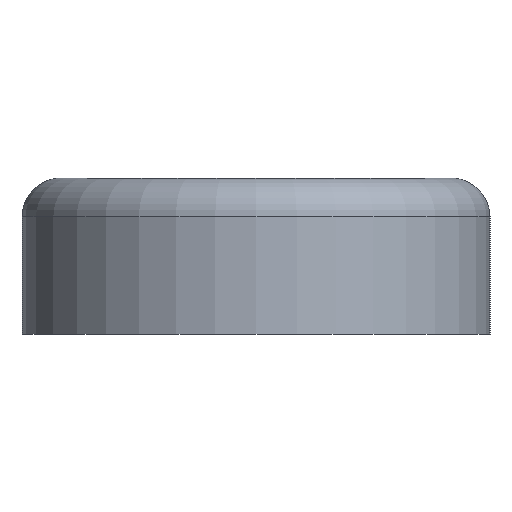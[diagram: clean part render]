
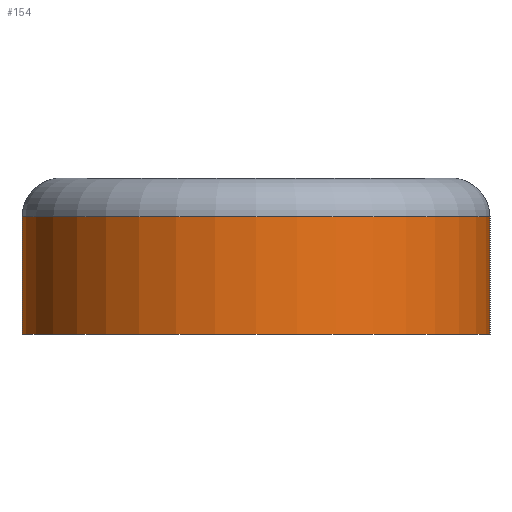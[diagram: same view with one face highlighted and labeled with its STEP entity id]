
A CAD part, left-side view. The second image highlights one B-rep face of the part: STEP entity #154.
In plain terms, the highlighted cylindrical face has radius 3 mm (diameter 6 mm), a partial arc.
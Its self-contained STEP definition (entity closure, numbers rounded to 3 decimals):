
#28=FACE_OUTER_BOUND('',#38,.T.);
#38=EDGE_LOOP('',(#131,#132,#133,#134));
#47=LINE('',#276,#57);
#49=LINE('',#281,#59);
#57=VECTOR('',#229,10.);
#59=VECTOR('',#235,10.);
#68=CIRCLE('',#182,3.);
#70=CIRCLE('',#188,3.);
#72=VERTEX_POINT('',#246);
#77=VERTEX_POINT('',#260);
#81=VERTEX_POINT('',#275);
#82=VERTEX_POINT('',#280);
#94=EDGE_CURVE('',#77,#72,#68,.T.);
#98=EDGE_CURVE('',#81,#72,#47,.T.);
#100=EDGE_CURVE('',#82,#77,#49,.T.);
#101=EDGE_CURVE('',#82,#81,#70,.T.);
#131=ORIENTED_EDGE('',*,*,#94,.F.);
#132=ORIENTED_EDGE('',*,*,#100,.F.);
#133=ORIENTED_EDGE('',*,*,#101,.T.);
#134=ORIENTED_EDGE('',*,*,#98,.T.);
#146=CYLINDRICAL_SURFACE('',#187,3.);
#154=ADVANCED_FACE('',(#28),#146,.T.);
#182=AXIS2_PLACEMENT_3D('',#267,#219,#220);
#187=AXIS2_PLACEMENT_3D('',#279,#233,#234);
#188=AXIS2_PLACEMENT_3D('',#282,#236,#237);
#219=DIRECTION('center_axis',(0.,0.,1.));
#220=DIRECTION('ref_axis',(-1.,0.,0.));
#229=DIRECTION('',(0.,0.,1.));
#233=DIRECTION('center_axis',(0.,0.,1.));
#234=DIRECTION('ref_axis',(0.,1.,0.));
#235=DIRECTION('',(0.,0.,1.));
#236=DIRECTION('center_axis',(0.,0.,1.));
#237=DIRECTION('ref_axis',(0.,1.,0.));
#246=CARTESIAN_POINT('',(3.,0.,1.5));
#260=CARTESIAN_POINT('',(3.,6.,1.5));
#267=CARTESIAN_POINT('Origin',(3.,3.,1.5));
#275=CARTESIAN_POINT('',(3.,0.,0.));
#276=CARTESIAN_POINT('',(3.,0.,0.));
#279=CARTESIAN_POINT('Origin',(3.,3.,0.));
#280=CARTESIAN_POINT('',(3.,6.,0.));
#281=CARTESIAN_POINT('',(3.,6.,0.));
#282=CARTESIAN_POINT('Origin',(3.,3.,0.));
